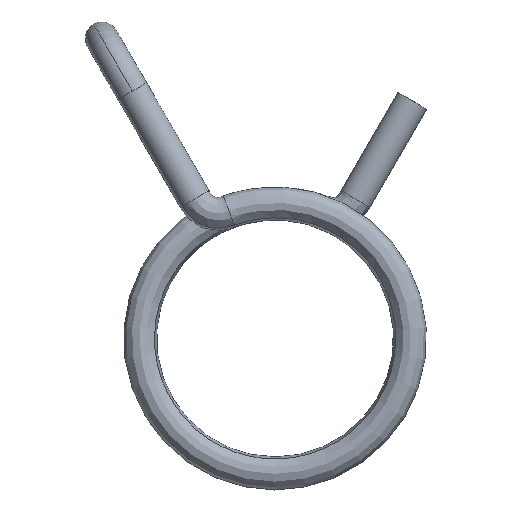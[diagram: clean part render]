
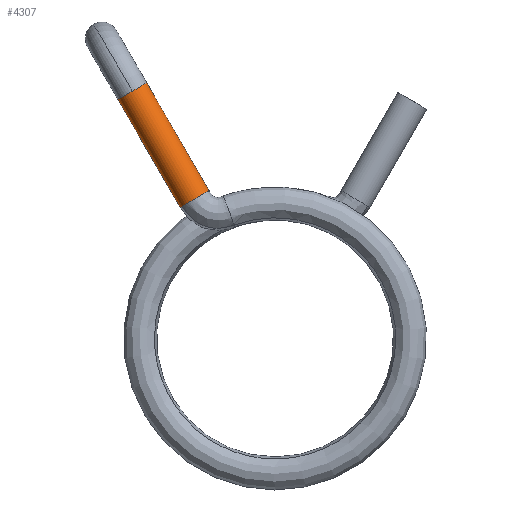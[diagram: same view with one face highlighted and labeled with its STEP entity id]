
A CAD part, top view. The second image highlights one B-rep face of the part: STEP entity #4307.
In plain terms, the highlighted cylindrical face has radius 0.75 mm (diameter 1.5 mm), a partial arc.
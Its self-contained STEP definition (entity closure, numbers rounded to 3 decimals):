
#63 = CARTESIAN_POINT ( 'NONE',  ( -5.8, 11.547, 2.75 ) ) ;
#252 = CARTESIAN_POINT ( 'NONE',  ( -6.45, 11.172, 3.5 ) ) ;
#784 = FACE_OUTER_BOUND ( 'NONE', #1777, .T. ) ;
#821 = DIRECTION ( 'NONE',  ( 0.5, -0.866, 0. ) ) ;
#829 = DIRECTION ( 'NONE',  ( 0.866, 0.5, 0. ) ) ;
#1141 = AXIS2_PLACEMENT_3D ( 'NONE', #7547, #5237, #7585 ) ;
#1168 = CARTESIAN_POINT ( 'NONE',  ( -4.284, 5.921, 2.75 ) ) ;
#1247 = DIRECTION ( 'NONE',  ( 0.5, -0.866, 0. ) ) ;
#1327 = VERTEX_POINT ( 'NONE', #5809 ) ;
#1338 = CARTESIAN_POINT ( 'NONE',  ( -4.197, 5.971, 3.125 ) ) ;
#1366 = VERTEX_POINT ( 'NONE', #5934 ) ;
#1680 = EDGE_CURVE ( 'NONE', #1366, #1327, #5396, .T. ) ;
#1777 = EDGE_LOOP ( 'NONE', ( #3790, #6192, #5535, #1846, #2108, #7329 ) ) ;
#1846 = ORIENTED_EDGE ( 'NONE', *, *, #3954, .F. ) ;
#2108 = ORIENTED_EDGE ( 'NONE', *, *, #7538, .F. ) ;
#2184 = VERTEX_POINT ( 'NONE', #1338 ) ;
#2378 = CARTESIAN_POINT ( 'NONE',  ( -3.635, 6.296, 2.75 ) ) ;
#2420 = CARTESIAN_POINT ( 'NONE',  ( -7.1, 10.797, 2.75 ) ) ;
#2655 = DIRECTION ( 'NONE',  ( 0.75, 0.433, -0.5 ) ) ;
#2749 = AXIS2_PLACEMENT_3D ( 'NONE', #7563, #4622, #2897 ) ;
#2807 = VERTEX_POINT ( 'NONE', #1168 ) ;
#2897 = DIRECTION ( 'NONE',  ( 0.75, 0.433, -0.5 ) ) ;
#2989 = CIRCLE ( 'NONE', #2749, 0.75 ) ;
#3164 = CARTESIAN_POINT ( 'NONE',  ( -6.45, 11.172, 2.75 ) ) ;
#3245 = CYLINDRICAL_SURFACE ( 'NONE', #7068, 0.75 ) ;
#3599 = VECTOR ( 'NONE', #821, 1000. ) ;
#3790 = ORIENTED_EDGE ( 'NONE', *, *, #4996, .T. ) ;
#3930 = VERTEX_POINT ( 'NONE', #7685 ) ;
#3954 = EDGE_CURVE ( 'NONE', #2184, #2807, #7555, .T. ) ;
#4307 = ADVANCED_FACE ( 'NONE', ( #784 ), #3245, .T. ) ;
#4378 = DIRECTION ( 'NONE',  ( 0.5, -0.866, 0. ) ) ;
#4504 = CIRCLE ( 'NONE', #1141, 0.75 ) ;
#4622 = DIRECTION ( 'NONE',  ( 0.5, -0.866, 0. ) ) ;
#4799 = LINE ( 'NONE', #2420, #5096 ) ;
#4996 = EDGE_CURVE ( 'NONE', #1366, #6791, #2989, .T. ) ;
#5096 = VECTOR ( 'NONE', #5459, 1000. ) ;
#5237 = DIRECTION ( 'NONE',  ( 0.5, -0.866, 0. ) ) ;
#5350 = CIRCLE ( 'NONE', #7315, 0.75 ) ;
#5396 = LINE ( 'NONE', #63, #3599 ) ;
#5459 = DIRECTION ( 'NONE',  ( 0.5, -0.866, 0. ) ) ;
#5535 = ORIENTED_EDGE ( 'NONE', *, *, #7023, .T. ) ;
#5809 = CARTESIAN_POINT ( 'NONE',  ( -2.985, 6.671, 2.75 ) ) ;
#5924 = EDGE_CURVE ( 'NONE', #6791, #3930, #5350, .T. ) ;
#5934 = CARTESIAN_POINT ( 'NONE',  ( -5.8, 11.547, 2.75 ) ) ;
#6042 = DIRECTION ( 'NONE',  ( 0.75, 0.433, -0.5 ) ) ;
#6192 = ORIENTED_EDGE ( 'NONE', *, *, #5924, .T. ) ;
#6208 = DIRECTION ( 'NONE',  ( 0.5, -0.866, 0. ) ) ;
#6683 = CARTESIAN_POINT ( 'NONE',  ( -6.45, 11.172, 2.75 ) ) ;
#6791 = VERTEX_POINT ( 'NONE', #252 ) ;
#7023 = EDGE_CURVE ( 'NONE', #3930, #2807, #4799, .T. ) ;
#7068 = AXIS2_PLACEMENT_3D ( 'NONE', #3164, #4378, #829 ) ;
#7315 = AXIS2_PLACEMENT_3D ( 'NONE', #6683, #1247, #6042 ) ;
#7329 = ORIENTED_EDGE ( 'NONE', *, *, #1680, .F. ) ;
#7427 = AXIS2_PLACEMENT_3D ( 'NONE', #2378, #6208, #2655 ) ;
#7538 = EDGE_CURVE ( 'NONE', #1327, #2184, #4504, .T. ) ;
#7547 = CARTESIAN_POINT ( 'NONE',  ( -3.635, 6.296, 2.75 ) ) ;
#7555 = CIRCLE ( 'NONE', #7427, 0.75 ) ;
#7563 = CARTESIAN_POINT ( 'NONE',  ( -6.45, 11.172, 2.75 ) ) ;
#7585 = DIRECTION ( 'NONE',  ( 0.75, 0.433, -0.5 ) ) ;
#7685 = CARTESIAN_POINT ( 'NONE',  ( -7.1, 10.797, 2.75 ) ) ;
